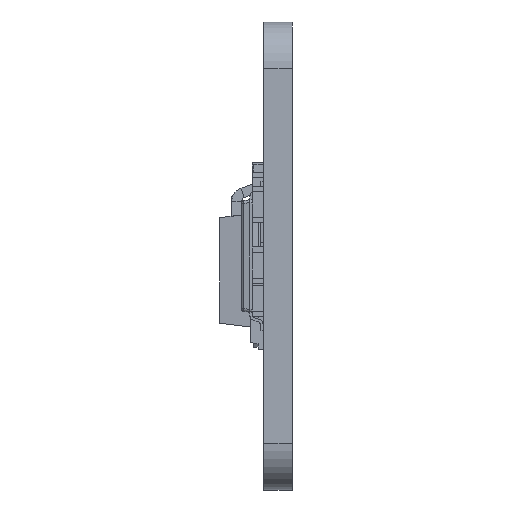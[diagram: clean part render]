
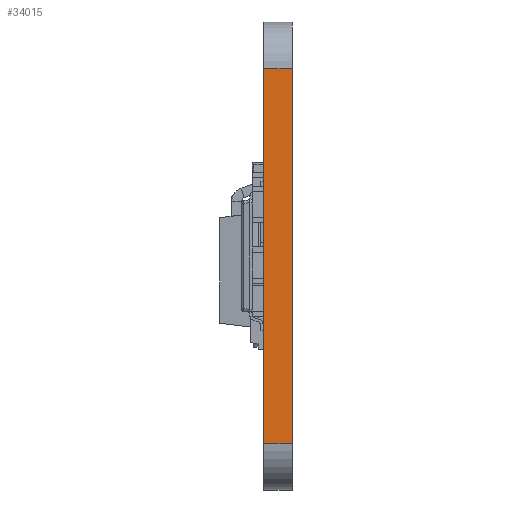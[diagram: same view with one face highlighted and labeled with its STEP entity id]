
A CAD part, left-side view. The second image highlights one B-rep face of the part: STEP entity #34015.
In plain terms, the highlighted planar face has unit normal (-1, 0, 0).
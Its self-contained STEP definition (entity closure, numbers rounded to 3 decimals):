
#1631 = CARTESIAN_POINT ( 'NONE',  ( -25.4, 0., 10.16 ) ) ;
#2505 = EDGE_CURVE ( 'NONE', #19304, #8122, #23000, .T. ) ;
#3341 = PLANE ( 'NONE',  #23624 ) ;
#4679 = VERTEX_POINT ( 'NONE', #12704 ) ;
#5587 = CARTESIAN_POINT ( 'NONE',  ( -25.4, -1.57, 10.16 ) ) ;
#5780 = EDGE_CURVE ( 'NONE', #4679, #12925, #17562, .T. ) ;
#8122 = VERTEX_POINT ( 'NONE', #12462 ) ;
#8735 = CARTESIAN_POINT ( 'NONE',  ( -25.4, -1.57, -10.16 ) ) ;
#12462 = CARTESIAN_POINT ( 'NONE',  ( -25.4, -1.57, -10.16 ) ) ;
#12703 = CARTESIAN_POINT ( 'NONE',  ( -25.4, -1.57, 12.7 ) ) ;
#12704 = CARTESIAN_POINT ( 'NONE',  ( -25.4, -1.57, 10.16 ) ) ;
#12925 = VERTEX_POINT ( 'NONE', #1631 ) ;
#14796 = CARTESIAN_POINT ( 'NONE',  ( -25.4, -1.57, 12.7 ) ) ;
#16615 = ORIENTED_EDGE ( 'NONE', *, *, #40192, .T. ) ;
#17285 = DIRECTION ( 'NONE',  ( 0., 0., 1. ) ) ;
#17533 = LINE ( 'NONE', #14796, #30585 ) ;
#17562 = LINE ( 'NONE', #5587, #31909 ) ;
#17747 = EDGE_LOOP ( 'NONE', ( #25935, #36962, #16615, #35145 ) ) ;
#19294 = DIRECTION ( 'NONE',  ( -1., 0., 0. ) ) ;
#19304 = VERTEX_POINT ( 'NONE', #41646 ) ;
#19339 = DIRECTION ( 'NONE',  ( 0., -1., 0. ) ) ;
#23000 = LINE ( 'NONE', #8735, #37008 ) ;
#23036 = CARTESIAN_POINT ( 'NONE',  ( -25.4, 0., 12.7 ) ) ;
#23624 = AXIS2_PLACEMENT_3D ( 'NONE', #12703, #19294, #25733 ) ;
#25733 = DIRECTION ( 'NONE',  ( 0., 0., 1. ) ) ;
#25935 = ORIENTED_EDGE ( 'NONE', *, *, #34181, .F. ) ;
#26859 = LINE ( 'NONE', #23036, #41424 ) ;
#27142 = FACE_OUTER_BOUND ( 'NONE', #17747, .T. ) ;
#27965 = DIRECTION ( 'NONE',  ( 0., 1., 0. ) ) ;
#30585 = VECTOR ( 'NONE', #17285, 1000. ) ;
#31909 = VECTOR ( 'NONE', #27965, 1000. ) ;
#34015 = ADVANCED_FACE ( 'NONE', ( #27142 ), #3341, .T. ) ;
#34181 = EDGE_CURVE ( 'NONE', #19304, #12925, #26859, .T. ) ;
#35145 = ORIENTED_EDGE ( 'NONE', *, *, #5780, .T. ) ;
#36335 = DIRECTION ( 'NONE',  ( 0., 0., 1. ) ) ;
#36962 = ORIENTED_EDGE ( 'NONE', *, *, #2505, .T. ) ;
#37008 = VECTOR ( 'NONE', #19339, 1000. ) ;
#40192 = EDGE_CURVE ( 'NONE', #8122, #4679, #17533, .T. ) ;
#41424 = VECTOR ( 'NONE', #36335, 1000. ) ;
#41646 = CARTESIAN_POINT ( 'NONE',  ( -25.4, 0., -10.16 ) ) ;
